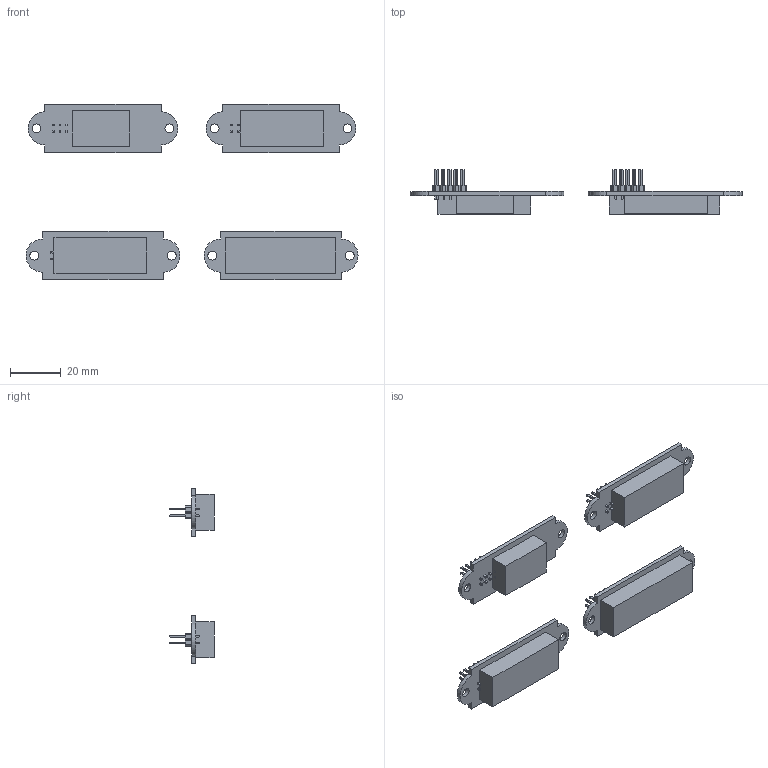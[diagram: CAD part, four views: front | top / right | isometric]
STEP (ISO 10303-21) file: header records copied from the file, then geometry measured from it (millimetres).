
FILE_DESCRIPTION(/* description */ (''),/* implementation_level */ '2;1');
FILE_NAME(/* name */ 'Propwash Displays v3.step',/* time_stamp */ '2023-04-03T22:02:10-06:00',/* author */ (''),/* organization */ (''),/* preprocessor_version */ 'ST-DEVELOPER v19.2',/* originating_system */ 'Autodesk Translation Framework v11.17.0.187',/* authorisation */ '');
FILE_SCHEMA (('AUTOMOTIVE_DESIGN { 1 0 10303 214 3 1 1 }'));
Length unit declared in the file: millimetre
Products named in the file (6): Propwash Displays; PropWashSim LED 7 Segment 3 digit; PropWashSim LED 7 Segment 4 digit; PropWashSim LED 7 Segment 5 digit; PropWashSim LED 7 Segment 6 digit; Header 10 pins
Assembly tree (8 placements, depth 3):
  Propwash Displays
    PropWashSim LED 7 Segment 3 digit
      Header 10 pins
    PropWashSim LED 7 Segment 4 digit
      Header 10 pins
    PropWashSim LED 7 Segment 5 digit
      Header 10 pins
    PropWashSim LED 7 Segment 6 digit
      Header 10 pins
Bounding box: 130.5 x 17.39 x 69 mm (x, y, z)
Volume: 21007.1 mm3; surface area: 14154.3 mm2
Topology: 44 solids, 44 shells, 1188 faces, 2728 edges, 1712 vertices
Faces by surface type: plane 1172, cylinder 16
Full cylindrical faces by diameter (mm): 3.5 x8
Entity records: 10090 total; most frequent: CARTESIAN_POINT 1683, ORIENTED_EDGE 1616, DIRECTION 1566, EDGE_CURVE 808, LINE 776, VECTOR 776, VERTEX_POINT 512, AXIS2_PLACEMENT_3D 395
